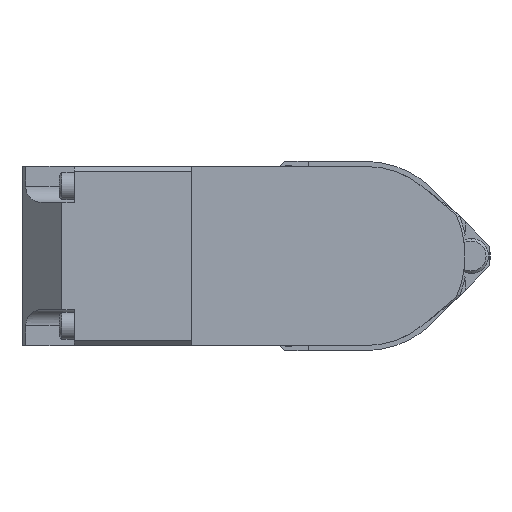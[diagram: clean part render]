
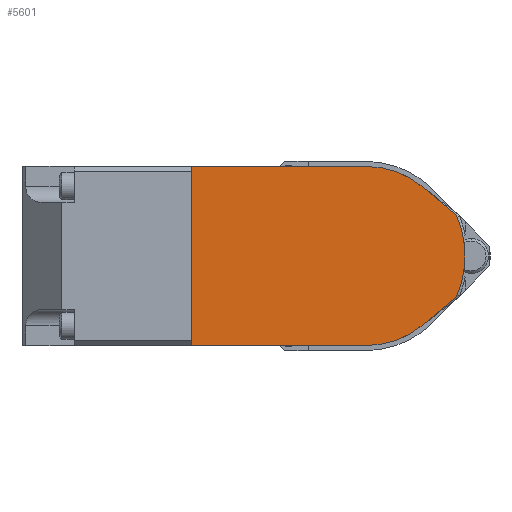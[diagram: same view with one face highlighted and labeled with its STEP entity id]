
A CAD part, left-side view. The second image highlights one B-rep face of the part: STEP entity #5601.
In plain terms, the highlighted planar face has unit normal (-1, 0, 0).
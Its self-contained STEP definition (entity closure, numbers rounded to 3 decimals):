
#194 = PLANE ( 'NONE',  #3682 ) ;
#195 = ORIENTED_EDGE ( 'NONE', *, *, #13384, .T. ) ;
#240 = VERTEX_POINT ( 'NONE', #4556 ) ;
#352 = LINE ( 'NONE', #1510, #9027 ) ;
#402 = CARTESIAN_POINT ( 'NONE',  ( -284., -0.002, 0.001 ) ) ;
#428 = CARTESIAN_POINT ( 'NONE',  ( -284., -18.25, 8.187 ) ) ;
#757 = CARTESIAN_POINT ( 'NONE',  ( -284., -0.002, 0.002 ) ) ;
#1241 = LINE ( 'NONE', #4978, #3547 ) ;
#1323 = DIRECTION ( 'NONE',  ( 0., 0., 1. ) ) ;
#1510 = CARTESIAN_POINT ( 'NONE',  ( -284., 34.998, 18.002 ) ) ;
#1538 = DIRECTION ( 'NONE',  ( 0., 0., 1. ) ) ;
#1877 = DIRECTION ( 'NONE',  ( 0., 0., 1. ) ) ;
#2736 = EDGE_CURVE ( 'NONE', #5496, #4034, #14078, .T. ) ;
#2827 = CARTESIAN_POINT ( 'NONE',  ( -284., -0.002, -17.998 ) ) ;
#3547 = VECTOR ( 'NONE', #3839, 1000. ) ;
#3642 = VERTEX_POINT ( 'NONE', #11238 ) ;
#3682 = AXIS2_PLACEMENT_3D ( 'NONE', #10355, #8098, #1323 ) ;
#3835 = VERTEX_POINT ( 'NONE', #428 ) ;
#3839 = DIRECTION ( 'NONE',  ( 0., -1., 0. ) ) ;
#3999 = ORIENTED_EDGE ( 'NONE', *, *, #4017, .T. ) ;
#4017 = EDGE_CURVE ( 'NONE', #3642, #8352, #4215, .T. ) ;
#4034 = VERTEX_POINT ( 'NONE', #12202 ) ;
#4215 = LINE ( 'NONE', #13298, #13285 ) ;
#4519 = DIRECTION ( 'NONE',  ( -1., 0., 0. ) ) ;
#4556 = CARTESIAN_POINT ( 'NONE',  ( -284., -11.57, 13.792 ) ) ;
#4559 = AXIS2_PLACEMENT_3D ( 'NONE', #757, #8670, #1877 ) ;
#4892 = CARTESIAN_POINT ( 'NONE',  ( -284., -11.57, -13.788 ) ) ;
#4978 = CARTESIAN_POINT ( 'NONE',  ( -284., 34.998, -17.998 ) ) ;
#5156 = ORIENTED_EDGE ( 'NONE', *, *, #2736, .T. ) ;
#5236 = VECTOR ( 'NONE', #13951, 1000. ) ;
#5496 = VERTEX_POINT ( 'NONE', #10208 ) ;
#5515 = ORIENTED_EDGE ( 'NONE', *, *, #12317, .T. ) ;
#5601 = ADVANCED_FACE ( 'NONE', ( #13525 ), #194, .T. ) ;
#6102 = ORIENTED_EDGE ( 'NONE', *, *, #12922, .T. ) ;
#6227 = VERTEX_POINT ( 'NONE', #2827 ) ;
#6495 = DIRECTION ( 'NONE',  ( 0., 1., 0. ) ) ;
#6902 = CIRCLE ( 'NONE', #4559, 18. ) ;
#7482 = VERTEX_POINT ( 'NONE', #10354 ) ;
#8098 = DIRECTION ( 'NONE',  ( -1., 0., 0. ) ) ;
#8312 = DIRECTION ( 'NONE',  ( -1., 0., 0. ) ) ;
#8352 = VERTEX_POINT ( 'NONE', #11088 ) ;
#8555 = ORIENTED_EDGE ( 'NONE', *, *, #9379, .T. ) ;
#8670 = DIRECTION ( 'NONE',  ( -1., 0., 0. ) ) ;
#9027 = VECTOR ( 'NONE', #10537, 1000. ) ;
#9379 = EDGE_CURVE ( 'NONE', #3835, #240, #10593, .T. ) ;
#10000 = VECTOR ( 'NONE', #12988, 1000. ) ;
#10208 = CARTESIAN_POINT ( 'NONE',  ( -284., -11.57, -13.788 ) ) ;
#10261 = CIRCLE ( 'NONE', #13399, 18. ) ;
#10354 = CARTESIAN_POINT ( 'NONE',  ( -284., 34.998, -17.998 ) ) ;
#10355 = CARTESIAN_POINT ( 'NONE',  ( -284., -0.002, 0.001 ) ) ;
#10467 = AXIS2_PLACEMENT_3D ( 'NONE', #11332, #4519, #12458 ) ;
#10537 = DIRECTION ( 'NONE',  ( 0., 0., -1. ) ) ;
#10540 = CARTESIAN_POINT ( 'NONE',  ( -284., -18.25, 8.187 ) ) ;
#10593 = LINE ( 'NONE', #10540, #5236 ) ;
#10923 = ORIENTED_EDGE ( 'NONE', *, *, #13861, .T. ) ;
#11088 = CARTESIAN_POINT ( 'NONE',  ( -284., 34.998, 18.002 ) ) ;
#11238 = CARTESIAN_POINT ( 'NONE',  ( -284., -0.002, 18.002 ) ) ;
#11332 = CARTESIAN_POINT ( 'NONE',  ( -284., -0.002, 0.002 ) ) ;
#11445 = EDGE_LOOP ( 'NONE', ( #10923, #5156, #6102, #8555, #195, #3999, #12540, #5515 ) ) ;
#12202 = CARTESIAN_POINT ( 'NONE',  ( -284., -18.25, -8.183 ) ) ;
#12317 = EDGE_CURVE ( 'NONE', #7482, #6227, #1241, .T. ) ;
#12458 = DIRECTION ( 'NONE',  ( 0., 0., 1. ) ) ;
#12540 = ORIENTED_EDGE ( 'NONE', *, *, #13160, .T. ) ;
#12922 = EDGE_CURVE ( 'NONE', #4034, #3835, #14167, .T. ) ;
#12988 = DIRECTION ( 'NONE',  ( 0., -0.766, 0.643 ) ) ;
#13160 = EDGE_CURVE ( 'NONE', #8352, #7482, #352, .T. ) ;
#13285 = VECTOR ( 'NONE', #6495, 1000. ) ;
#13298 = CARTESIAN_POINT ( 'NONE',  ( -284., -0.002, 18.002 ) ) ;
#13384 = EDGE_CURVE ( 'NONE', #240, #3642, #6902, .T. ) ;
#13399 = AXIS2_PLACEMENT_3D ( 'NONE', #402, #8312, #1538 ) ;
#13525 = FACE_OUTER_BOUND ( 'NONE', #11445, .T. ) ;
#13861 = EDGE_CURVE ( 'NONE', #6227, #5496, #10261, .T. ) ;
#13951 = DIRECTION ( 'NONE',  ( 0., 0.766, 0.643 ) ) ;
#14078 = LINE ( 'NONE', #4892, #10000 ) ;
#14167 = CIRCLE ( 'NONE', #10467, 20. ) ;
